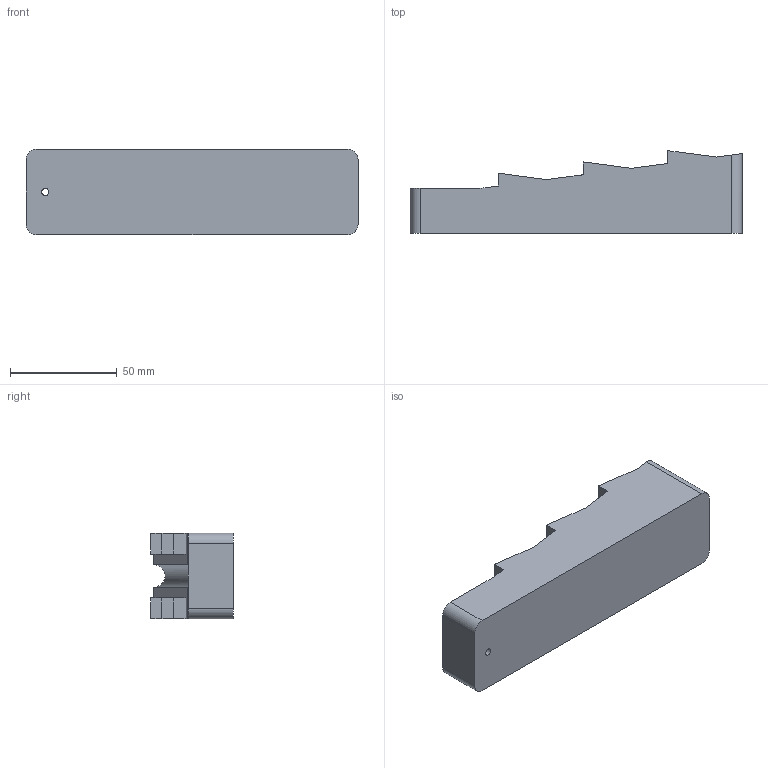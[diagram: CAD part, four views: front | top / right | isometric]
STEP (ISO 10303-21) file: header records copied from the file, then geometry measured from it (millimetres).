
FILE_DESCRIPTION(/* description */ (''),/* implementation_level */ '2;1');
FILE_NAME(/* name */ 'driven_element_jig_lower.step',/* time_stamp */ '2025-10-26T21:50:46+08:00',/* author */ (''),/* organization */ (''),/* preprocessor_version */ 'ST-DEVELOPER v20.1',/* originating_system */ 'Autodesk Translation Framework v14.17.0.0',/* authorisation */ '');
FILE_SCHEMA (('AUTOMOTIVE_DESIGN { 1 0 10303 214 3 1 1 }'));
Length unit declared in the file: millimetre
Products named in the file (1): FusionComponent
Bounding box: 155.22 x 38.61 x 40 mm (x, y, z)
Volume: 166655.8 mm3; surface area: 25224.8 mm2
Topology: 1 solids, 1 shells, 37 faces, 102 edges, 67 vertices
Faces by surface type: plane 27, cylinder 9, torus 1
Full cylindrical faces by diameter (mm): 3.3 x1
Entity records: 1236 total; most frequent: CARTESIAN_POINT 241, ORIENTED_EDGE 204, DIRECTION 193, EDGE_CURVE 102, LINE 83, VECTOR 83, VERTEX_POINT 67, AXIS2_PLACEMENT_3D 55
